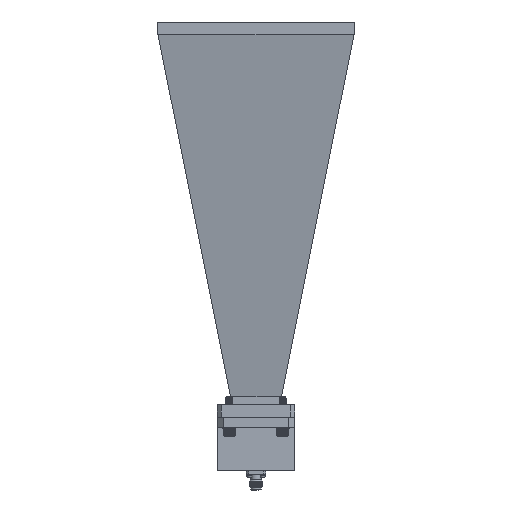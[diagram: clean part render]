
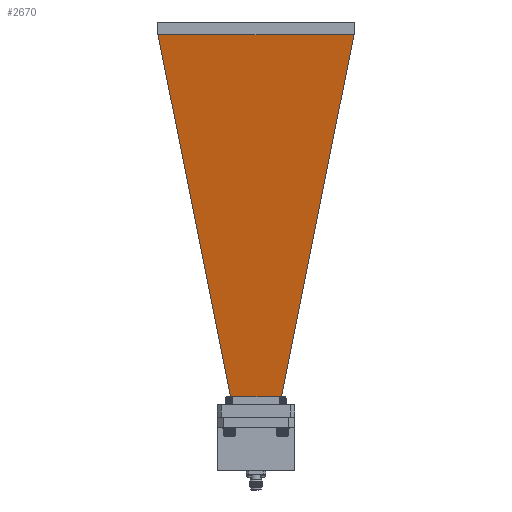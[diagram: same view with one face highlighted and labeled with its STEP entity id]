
A CAD part, front view. The second image highlights one B-rep face of the part: STEP entity #2670.
In plain terms, the highlighted face is planar.
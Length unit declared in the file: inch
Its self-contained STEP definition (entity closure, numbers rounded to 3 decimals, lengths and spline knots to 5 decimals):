
#299 = VECTOR ( 'NONE', #9949, 39.37008 ) ;
#339 = CARTESIAN_POINT ( 'NONE',  ( -0.30561, 0., 1.95904 ) ) ;
#1566 = EDGE_CURVE ( 'NONE', #7263, #14650, #10904, .T. ) ;
#1593 = DIRECTION ( 'NONE',  ( -0.156, -0.194, 0.968 ) ) ;
#1612 = VERTEX_POINT ( 'NONE', #17413 ) ;
#1647 = LINE ( 'NONE', #339, #14362 ) ;
#2662 = ORIENTED_EDGE ( 'NONE', *, *, #16009, .T. ) ;
#2670 = ADVANCED_FACE ( 'NONE', ( #11439 ), #17134, .T. ) ;
#3416 = CARTESIAN_POINT ( 'NONE',  ( -0.30561, 0.49356, 1.95904 ) ) ;
#3446 = VECTOR ( 'NONE', #15384, 39.37008 ) ;
#4055 = ORIENTED_EDGE ( 'NONE', *, *, #11501, .T. ) ;
#4062 = CARTESIAN_POINT ( 'NONE',  ( -1.44077, 0., 8.99933 ) ) ;
#4448 = CARTESIAN_POINT ( 'NONE',  ( -0.8906, 0., 5.5872 ) ) ;
#5605 = VECTOR ( 'NONE', #1593, 39.37008 ) ;
#5989 = DIRECTION ( 'NONE',  ( 0., -1., 0. ) ) ;
#6352 = AXIS2_PLACEMENT_3D ( 'NONE', #4448, #10069, #11545 ) ;
#6749 = EDGE_CURVE ( 'NONE', #14650, #15173, #1647, .T. ) ;
#7263 = VERTEX_POINT ( 'NONE', #12912 ) ;
#8701 = LINE ( 'NONE', #14266, #5605 ) ;
#9532 = CARTESIAN_POINT ( 'NONE',  ( -1.44077, 1.90525, 8.99933 ) ) ;
#9949 = DIRECTION ( 'NONE',  ( 0., 1., 0. ) ) ;
#10069 = DIRECTION ( 'NONE',  ( -0.987, 0., -0.159 ) ) ;
#10904 = LINE ( 'NONE', #9532, #3446 ) ;
#11073 = EDGE_LOOP ( 'NONE', ( #15025, #4055, #2662, #12718 ) ) ;
#11439 = FACE_OUTER_BOUND ( 'NONE', #11073, .T. ) ;
#11501 = EDGE_CURVE ( 'NONE', #15173, #1612, #8701, .T. ) ;
#11545 = DIRECTION ( 'NONE',  ( -0.159, 0., 0.987 ) ) ;
#12718 = ORIENTED_EDGE ( 'NONE', *, *, #1566, .T. ) ;
#12912 = CARTESIAN_POINT ( 'NONE',  ( -1.44077, 1.90525, 8.99933 ) ) ;
#13739 = CARTESIAN_POINT ( 'NONE',  ( -0.30561, -0.49356, 1.95904 ) ) ;
#14266 = CARTESIAN_POINT ( 'NONE',  ( -0.30561, -0.49356, 1.95904 ) ) ;
#14362 = VECTOR ( 'NONE', #5989, 39.37008 ) ;
#14650 = VERTEX_POINT ( 'NONE', #3416 ) ;
#15025 = ORIENTED_EDGE ( 'NONE', *, *, #6749, .T. ) ;
#15173 = VERTEX_POINT ( 'NONE', #13739 ) ;
#15366 = LINE ( 'NONE', #4062, #299 ) ;
#15384 = DIRECTION ( 'NONE',  ( 0.156, -0.194, -0.968 ) ) ;
#16009 = EDGE_CURVE ( 'NONE', #1612, #7263, #15366, .T. ) ;
#17134 = PLANE ( 'NONE',  #6352 ) ;
#17413 = CARTESIAN_POINT ( 'NONE',  ( -1.44077, -1.90525, 8.99933 ) ) ;
